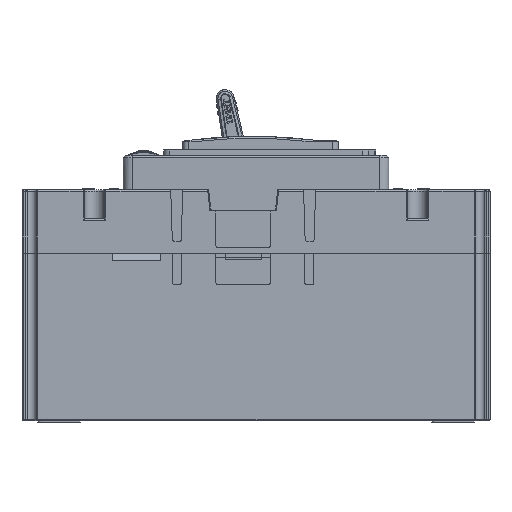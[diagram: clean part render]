
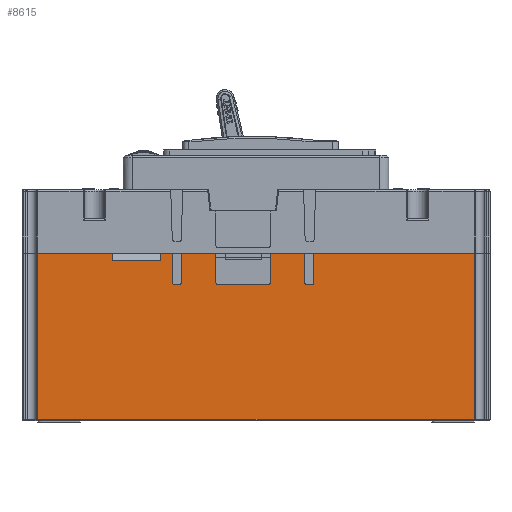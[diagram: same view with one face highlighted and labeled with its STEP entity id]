
A CAD part, left-side view. The second image highlights one B-rep face of the part: STEP entity #8615.
In plain terms, the highlighted planar face has unit normal (-1, 0, 0).
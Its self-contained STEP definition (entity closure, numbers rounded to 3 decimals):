
#3829=FACE_OUTER_BOUND('',#36925,.T.);
#8615=ADVANCED_FACE('',(#3829),#13598,.T.);
#13598=PLANE('',#94252);
#17207=LINE('',#128275,#26634);
#17211=LINE('',#128283,#26638);
#17543=LINE('',#129335,#26970);
#17547=LINE('',#129343,#26974);
#17551=LINE('',#129351,#26978);
#17631=LINE('',#129600,#27058);
#17632=LINE('',#129602,#27059);
#17633=LINE('',#129604,#27060);
#17634=LINE('',#129605,#27061);
#17635=LINE('',#129609,#27062);
#17636=LINE('',#129613,#27063);
#17637=LINE('',#129614,#27064);
#17638=LINE('',#129618,#27065);
#17639=LINE('',#129622,#27066);
#17640=LINE('',#129623,#27067);
#17641=LINE('',#129627,#27068);
#17642=LINE('',#129631,#27069);
#17643=LINE('',#129632,#27070);
#17644=LINE('',#129634,#27071);
#17645=LINE('',#129636,#27072);
#26634=VECTOR('',#102949,1.);
#26638=VECTOR('',#102953,1.);
#26970=VECTOR('',#103555,1.);
#26974=VECTOR('',#103559,1.);
#26978=VECTOR('',#103563,1.);
#27058=VECTOR('',#103753,1.);
#27059=VECTOR('',#103754,1.);
#27060=VECTOR('',#103755,1.);
#27061=VECTOR('',#103756,1.);
#27062=VECTOR('',#103759,1.);
#27063=VECTOR('',#103762,1.);
#27064=VECTOR('',#103763,1.);
#27065=VECTOR('',#103766,1.);
#27066=VECTOR('',#103769,1.);
#27067=VECTOR('',#103770,1.);
#27068=VECTOR('',#103773,1.);
#27069=VECTOR('',#103776,1.);
#27070=VECTOR('',#103777,1.);
#27071=VECTOR('',#103778,1.);
#27072=VECTOR('',#103779,1.);
#36925=EDGE_LOOP('',(#44446,#44447,#44448,#44449,#44450,#44451,#44452,#44453,
#44454,#44455,#44456,#44457,#44458,#44459,#44460,#44461,#44462,#44463,#44464,
#44465,#44466,#44467,#44468,#44469,#44470,#44471));
#44446=ORIENTED_EDGE('',*,*,#79011,.T.);
#44447=ORIENTED_EDGE('',*,*,#79012,.T.);
#44448=ORIENTED_EDGE('',*,*,#79013,.T.);
#44449=ORIENTED_EDGE('',*,*,#78427,.F.);
#44450=ORIENTED_EDGE('',*,*,#79014,.T.);
#44451=ORIENTED_EDGE('',*,*,#79015,.T.);
#44452=ORIENTED_EDGE('',*,*,#79016,.T.);
#44453=ORIENTED_EDGE('',*,*,#79017,.T.);
#44454=ORIENTED_EDGE('',*,*,#79018,.F.);
#44455=ORIENTED_EDGE('',*,*,#78423,.F.);
#44456=ORIENTED_EDGE('',*,*,#79019,.T.);
#44457=ORIENTED_EDGE('',*,*,#79020,.T.);
#44458=ORIENTED_EDGE('',*,*,#79021,.T.);
#44459=ORIENTED_EDGE('',*,*,#79022,.T.);
#44460=ORIENTED_EDGE('',*,*,#79023,.F.);
#44461=ORIENTED_EDGE('',*,*,#78885,.F.);
#44462=ORIENTED_EDGE('',*,*,#79024,.T.);
#44463=ORIENTED_EDGE('',*,*,#79025,.T.);
#44464=ORIENTED_EDGE('',*,*,#79026,.T.);
#44465=ORIENTED_EDGE('',*,*,#79027,.T.);
#44466=ORIENTED_EDGE('',*,*,#79028,.F.);
#44467=ORIENTED_EDGE('',*,*,#78881,.F.);
#44468=ORIENTED_EDGE('',*,*,#79029,.F.);
#44469=ORIENTED_EDGE('',*,*,#79030,.T.);
#44470=ORIENTED_EDGE('',*,*,#79031,.T.);
#44471=ORIENTED_EDGE('',*,*,#78877,.F.);
#69460=VERTEX_POINT('',#128274);
#69461=VERTEX_POINT('',#128276);
#69464=VERTEX_POINT('',#128282);
#69465=VERTEX_POINT('',#128284);
#69880=VERTEX_POINT('',#129334);
#69881=VERTEX_POINT('',#129336);
#69884=VERTEX_POINT('',#129342);
#69885=VERTEX_POINT('',#129344);
#69888=VERTEX_POINT('',#129350);
#69889=VERTEX_POINT('',#129352);
#70003=VERTEX_POINT('',#129601);
#70004=VERTEX_POINT('',#129603);
#70005=VERTEX_POINT('',#129606);
#70006=VERTEX_POINT('',#129608);
#70007=VERTEX_POINT('',#129610);
#70008=VERTEX_POINT('',#129612);
#70009=VERTEX_POINT('',#129615);
#70010=VERTEX_POINT('',#129617);
#70011=VERTEX_POINT('',#129619);
#70012=VERTEX_POINT('',#129621);
#70013=VERTEX_POINT('',#129624);
#70014=VERTEX_POINT('',#129626);
#70015=VERTEX_POINT('',#129628);
#70016=VERTEX_POINT('',#129630);
#70017=VERTEX_POINT('',#129633);
#70018=VERTEX_POINT('',#129635);
#78423=EDGE_CURVE('',#69460,#69461,#17207,.T.);
#78427=EDGE_CURVE('',#69464,#69465,#17211,.T.);
#78877=EDGE_CURVE('',#69880,#69881,#17543,.T.);
#78881=EDGE_CURVE('',#69884,#69885,#17547,.T.);
#78885=EDGE_CURVE('',#69888,#69889,#17551,.T.);
#79011=EDGE_CURVE('',#69880,#70003,#17631,.T.);
#79012=EDGE_CURVE('',#70003,#70004,#17632,.T.);
#79013=EDGE_CURVE('',#70004,#69465,#17633,.T.);
#79014=EDGE_CURVE('',#69464,#70005,#17634,.T.);
#79015=EDGE_CURVE('',#70005,#70006,#91187,.T.);
#79016=EDGE_CURVE('',#70006,#70007,#17635,.T.);
#79017=EDGE_CURVE('',#70007,#70008,#91188,.T.);
#79018=EDGE_CURVE('',#69461,#70008,#17636,.T.);
#79019=EDGE_CURVE('',#69460,#70009,#17637,.T.);
#79020=EDGE_CURVE('',#70009,#70010,#91189,.T.);
#79021=EDGE_CURVE('',#70010,#70011,#17638,.T.);
#79022=EDGE_CURVE('',#70011,#70012,#91190,.T.);
#79023=EDGE_CURVE('',#69889,#70012,#17639,.T.);
#79024=EDGE_CURVE('',#69888,#70013,#17640,.T.);
#79025=EDGE_CURVE('',#70013,#70014,#91191,.T.);
#79026=EDGE_CURVE('',#70014,#70015,#17641,.T.);
#79027=EDGE_CURVE('',#70015,#70016,#91192,.T.);
#79028=EDGE_CURVE('',#69885,#70016,#17642,.T.);
#79029=EDGE_CURVE('',#70017,#69884,#17643,.T.);
#79030=EDGE_CURVE('',#70017,#70018,#17644,.T.);
#79031=EDGE_CURVE('',#70018,#69881,#17645,.T.);
#91187=CIRCLE('',#94246,0.5);
#91188=CIRCLE('',#94247,0.5);
#91189=CIRCLE('',#94248,0.5);
#91190=CIRCLE('',#94249,0.5);
#91191=CIRCLE('',#94250,0.5);
#91192=CIRCLE('',#94251,0.5);
#94246=AXIS2_PLACEMENT_3D('',#129607,#103757,#103758);
#94247=AXIS2_PLACEMENT_3D('',#129611,#103760,#103761);
#94248=AXIS2_PLACEMENT_3D('',#129616,#103764,#103765);
#94249=AXIS2_PLACEMENT_3D('',#129620,#103767,#103768);
#94250=AXIS2_PLACEMENT_3D('',#129625,#103771,#103772);
#94251=AXIS2_PLACEMENT_3D('',#129629,#103774,#103775);
#94252=AXIS2_PLACEMENT_3D('',#129637,#103780,#103781);
#102949=DIRECTION('',(0.,-1.,0.));
#102953=DIRECTION('',(0.,-1.,0.));
#103555=DIRECTION('',(0.,-1.,0.));
#103559=DIRECTION('',(0.,-1.,0.));
#103563=DIRECTION('',(0.,-1.,0.));
#103753=DIRECTION('',(0.,0.,-1.));
#103754=DIRECTION('',(0.,-1.,0.));
#103755=DIRECTION('',(0.,0.,1.));
#103756=DIRECTION('',(0.,0.,-1.));
#103757=DIRECTION('',(1.,0.,0.));
#103758=DIRECTION('',(0.,0.,1.));
#103759=DIRECTION('',(0.,1.,0.));
#103760=DIRECTION('',(1.,0.,0.));
#103761=DIRECTION('',(0.,0.,1.));
#103762=DIRECTION('',(0.,0.,-1.));
#103763=DIRECTION('',(0.,0.,-1.));
#103764=DIRECTION('',(1.,0.,0.));
#103765=DIRECTION('',(0.,0.,1.));
#103766=DIRECTION('',(0.,1.,0.));
#103767=DIRECTION('',(1.,0.,0.));
#103768=DIRECTION('',(0.,0.,1.));
#103769=DIRECTION('',(0.,0.,-1.));
#103770=DIRECTION('',(0.,0.,-1.));
#103771=DIRECTION('',(1.,0.,0.));
#103772=DIRECTION('',(0.,0.,1.));
#103773=DIRECTION('',(0.,1.,0.));
#103774=DIRECTION('',(1.,0.,0.));
#103775=DIRECTION('',(0.,0.,1.));
#103776=DIRECTION('',(0.,0.,-1.));
#103777=DIRECTION('',(0.,0.,1.));
#103778=DIRECTION('',(0.,1.,0.));
#103779=DIRECTION('',(0.,0.,1.));
#103780=DIRECTION('',(-1.,0.,0.));
#103781=DIRECTION('',(0.,-1.,0.));
#128274=CARTESIAN_POINT('',(149.,72.75,15.5));
#128275=CARTESIAN_POINT('',(149.,140.672,15.5));
#128276=CARTESIAN_POINT('',(149.,61.3,15.5));
#128282=CARTESIAN_POINT('',(149.,58.3,15.5));
#128283=CARTESIAN_POINT('',(149.,140.672,15.5));
#128284=CARTESIAN_POINT('',(149.,5.194,15.5));
#129334=CARTESIAN_POINT('',(149.,149.806,15.5));
#129335=CARTESIAN_POINT('',(149.,140.672,15.5));
#129336=CARTESIAN_POINT('',(149.,125.,15.5));
#129342=CARTESIAN_POINT('',(149.,109.,15.5));
#129343=CARTESIAN_POINT('',(149.,140.672,15.5));
#129344=CARTESIAN_POINT('',(149.,105.2,15.5));
#129350=CARTESIAN_POINT('',(149.,102.2,15.5));
#129351=CARTESIAN_POINT('',(149.,140.672,15.5));
#129352=CARTESIAN_POINT('',(149.,90.75,15.5));
#129600=CARTESIAN_POINT('',(149.,149.806,-40.));
#129601=CARTESIAN_POINT('',(149.,149.806,-39.5));
#129602=CARTESIAN_POINT('',(149.,155.,-39.5));
#129603=CARTESIAN_POINT('',(149.,5.194,-39.5));
#129604=CARTESIAN_POINT('',(149.,5.194,15.5));
#129605=CARTESIAN_POINT('',(149.,58.3,18.2));
#129606=CARTESIAN_POINT('',(149.,58.3,5.7));
#129607=CARTESIAN_POINT('',(149.,58.8,5.7));
#129608=CARTESIAN_POINT('',(149.,58.8,5.2));
#129609=CARTESIAN_POINT('',(149.,155.,5.2));
#129610=CARTESIAN_POINT('',(149.,60.8,5.2));
#129611=CARTESIAN_POINT('',(149.,60.8,5.7));
#129612=CARTESIAN_POINT('',(149.,61.3,5.7));
#129613=CARTESIAN_POINT('',(149.,61.3,18.2));
#129614=CARTESIAN_POINT('',(149.,72.75,18.2));
#129615=CARTESIAN_POINT('',(149.,72.75,5.7));
#129616=CARTESIAN_POINT('',(149.,73.25,5.7));
#129617=CARTESIAN_POINT('',(149.,73.25,5.2));
#129618=CARTESIAN_POINT('',(149.,77.5,5.2));
#129619=CARTESIAN_POINT('',(149.,90.25,5.2));
#129620=CARTESIAN_POINT('',(149.,90.25,5.7));
#129621=CARTESIAN_POINT('',(149.,90.75,5.7));
#129622=CARTESIAN_POINT('',(149.,90.75,18.2));
#129623=CARTESIAN_POINT('',(149.,102.2,18.2));
#129624=CARTESIAN_POINT('',(149.,102.2,5.7));
#129625=CARTESIAN_POINT('',(149.,102.7,5.7));
#129626=CARTESIAN_POINT('',(149.,102.7,5.2));
#129627=CARTESIAN_POINT('',(149.,77.5,5.2));
#129628=CARTESIAN_POINT('',(149.,104.7,5.2));
#129629=CARTESIAN_POINT('',(149.,104.7,5.7));
#129630=CARTESIAN_POINT('',(149.,105.2,5.7));
#129631=CARTESIAN_POINT('',(149.,105.2,18.2));
#129632=CARTESIAN_POINT('',(149.,109.,13.));
#129633=CARTESIAN_POINT('',(149.,109.,13.));
#129634=CARTESIAN_POINT('',(149.,109.,13.));
#129635=CARTESIAN_POINT('',(149.,125.,13.));
#129636=CARTESIAN_POINT('',(149.,125.,13.));
#129637=CARTESIAN_POINT('',(149.,155.,-44.));
